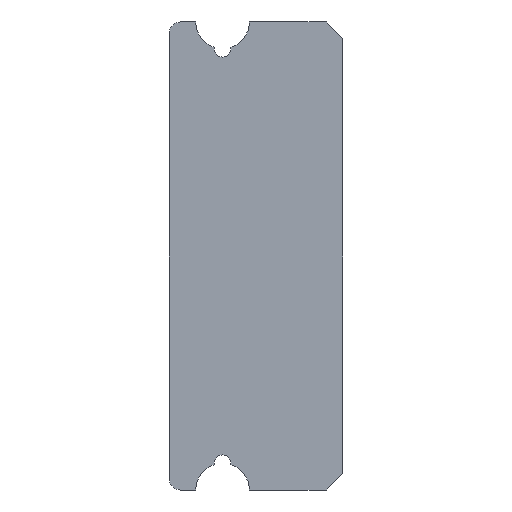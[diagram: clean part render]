
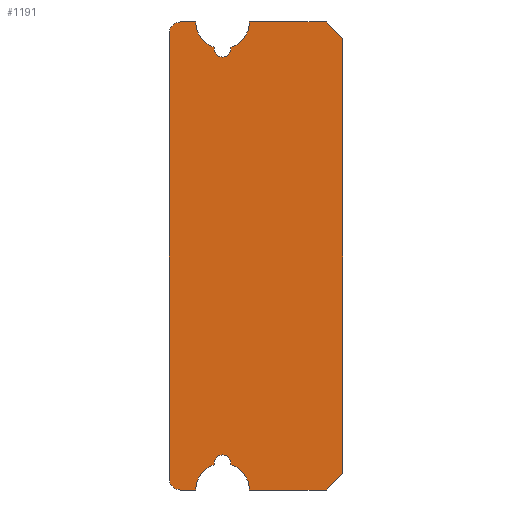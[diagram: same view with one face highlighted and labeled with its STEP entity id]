
A CAD part, left-side view. The second image highlights one B-rep face of the part: STEP entity #1191.
In plain terms, the highlighted planar face has unit normal (-1, 0, 0).
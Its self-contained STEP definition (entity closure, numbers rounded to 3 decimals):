
#219 = CARTESIAN_POINT ( 'NONE',  ( -80., 3.847, -6.239 ) ) ;
#253 = CARTESIAN_POINT ( 'NONE',  ( -80., 3.6, 5.95 ) ) ;
#269 = CARTESIAN_POINT ( 'NONE',  ( -80., 3.847, 6.239 ) ) ;
#275 = DIRECTION ( 'NONE',  ( 0., 0., -1. ) ) ;
#276 = DIRECTION ( 'NONE',  ( 1., 0., 0. ) ) ;
#277 = CARTESIAN_POINT ( 'NONE',  ( -80., 3.6, -6.2 ) ) ;
#278 = AXIS2_PLACEMENT_3D ( 'NONE', #277, #276, #275 ) ;
#279 = CIRCLE ( 'NONE', #278, 0.25 ) ;
#283 = DIRECTION ( 'NONE',  ( 0., 0., 1. ) ) ;
#290 = DIRECTION ( 'NONE',  ( 1., 0., 0. ) ) ;
#291 = CARTESIAN_POINT ( 'NONE',  ( -80., 3.6, 6.2 ) ) ;
#292 = AXIS2_PLACEMENT_3D ( 'NONE', #291, #290, #283 ) ;
#302 = CIRCLE ( 'NONE', #292, 0.25 ) ;
#426 = VECTOR ( 'NONE', #471, 1000. ) ;
#429 = CARTESIAN_POINT ( 'NONE',  ( -80., 3.353, -6.239 ) ) ;
#434 = FACE_OUTER_BOUND ( 'NONE', #1132, .T. ) ;
#436 = DIRECTION ( 'NONE',  ( 0., -0.707, -0.707 ) ) ;
#437 = VECTOR ( 'NONE', #436, 1000. ) ;
#438 = CARTESIAN_POINT ( 'NONE',  ( -80., 0., 6.5 ) ) ;
#439 = LINE ( 'NONE', #438, #437 ) ;
#445 = CIRCLE ( 'NONE', #448, 0.8 ) ;
#446 = DIRECTION ( 'NONE',  ( 0., 0., -1. ) ) ;
#447 = DIRECTION ( 'NONE',  ( 1., 0., 0. ) ) ;
#448 = AXIS2_PLACEMENT_3D ( 'NONE', #449, #447, #446 ) ;
#449 = CARTESIAN_POINT ( 'NONE',  ( -80., 3.6, -7. ) ) ;
#450 = DIRECTION ( 'NONE',  ( 0., 0., -1. ) ) ;
#452 = CIRCLE ( 'NONE', #477, 0.35 ) ;
#454 = DIRECTION ( 'NONE',  ( 1., 0., 0. ) ) ;
#455 = CARTESIAN_POINT ( 'NONE',  ( -80., 0., 7. ) ) ;
#456 = AXIS2_PLACEMENT_3D ( 'NONE', #455, #454, #450 ) ;
#457 = PLANE ( 'NONE',  #456 ) ;
#467 = CARTESIAN_POINT ( 'NONE',  ( -80., 0., -6.5 ) ) ;
#468 = DIRECTION ( 'NONE',  ( 0., 0., -1. ) ) ;
#469 = LINE ( 'NONE', #467, #426 ) ;
#471 = DIRECTION ( 'NONE',  ( 0., 0., -1. ) ) ;
#475 = DIRECTION ( 'NONE',  ( -1., 0., 0. ) ) ;
#476 = CARTESIAN_POINT ( 'NONE',  ( -80., 4.85, -6.65 ) ) ;
#477 = AXIS2_PLACEMENT_3D ( 'NONE', #476, #475, #468 ) ;
#527 = EDGE_CURVE ( 'NONE', #549, #539, #825, .T. ) ;
#539 = VERTEX_POINT ( 'NONE', #807 ) ;
#549 = VERTEX_POINT ( 'NONE', #1091 ) ;
#574 = EDGE_CURVE ( 'NONE', #583, #578, #1115, .T. ) ;
#578 = VERTEX_POINT ( 'NONE', #1095 ) ;
#583 = VERTEX_POINT ( 'NONE', #1104 ) ;
#586 = VERTEX_POINT ( 'NONE', #1118 ) ;
#592 = VERTEX_POINT ( 'NONE', #1116 ) ;
#594 = VERTEX_POINT ( 'NONE', #1112 ) ;
#595 = EDGE_CURVE ( 'NONE', #592, #594, #1100, .T. ) ;
#607 = EDGE_CURVE ( 'NONE', #586, #608, #1435, .T. ) ;
#608 = VERTEX_POINT ( 'NONE', #1431 ) ;
#619 = VERTEX_POINT ( 'NONE', #1404 ) ;
#630 = VERTEX_POINT ( 'NONE', #1385 ) ;
#634 = EDGE_CURVE ( 'NONE', #630, #636, #1382, .T. ) ;
#636 = VERTEX_POINT ( 'NONE', #1378 ) ;
#670 = EDGE_CURVE ( 'NONE', #636, #619, #1345, .T. ) ;
#682 = EDGE_CURVE ( 'NONE', #1164, #619, #1328, .T. ) ;
#683 = ORIENTED_EDGE ( 'NONE', *, *, #670, .F. ) ;
#684 = ORIENTED_EDGE ( 'NONE', *, *, #634, .F. ) ;
#685 = ORIENTED_EDGE ( 'NONE', *, *, #1156, .F. ) ;
#686 = ORIENTED_EDGE ( 'NONE', *, *, #1172, .F. ) ;
#687 = ORIENTED_EDGE ( 'NONE', *, *, #527, .F. ) ;
#688 = ORIENTED_EDGE ( 'NONE', *, *, #742, .T. ) ;
#699 = ORIENTED_EDGE ( 'NONE', *, *, #682, .T. ) ;
#717 = VERTEX_POINT ( 'NONE', #1279 ) ;
#732 = EDGE_CURVE ( 'NONE', #592, #608, #1222, .T. ) ;
#735 = ORIENTED_EDGE ( 'NONE', *, *, #595, .F. ) ;
#736 = ORIENTED_EDGE ( 'NONE', *, *, #954, .T. ) ;
#737 = ORIENTED_EDGE ( 'NONE', *, *, #739, .T. ) ;
#738 = ORIENTED_EDGE ( 'NONE', *, *, #732, .T. ) ;
#739 = EDGE_CURVE ( 'NONE', #956, #594, #1211, .T. ) ;
#740 = ORIENTED_EDGE ( 'NONE', *, *, #741, .T. ) ;
#741 = EDGE_CURVE ( 'NONE', #743, #955, #1206, .T. ) ;
#742 = EDGE_CURVE ( 'NONE', #549, #743, #1201, .T. ) ;
#743 = VERTEX_POINT ( 'NONE', #1196 ) ;
#807 = CARTESIAN_POINT ( 'NONE',  ( -80., 0.5, 7. ) ) ;
#822 = DIRECTION ( 'NONE',  ( 0., -1., 0. ) ) ;
#823 = VECTOR ( 'NONE', #822, 1000. ) ;
#824 = CARTESIAN_POINT ( 'NONE',  ( -80., 0.5, 7. ) ) ;
#825 = LINE ( 'NONE', #824, #823 ) ;
#954 = EDGE_CURVE ( 'NONE', #955, #956, #302, .T. ) ;
#955 = VERTEX_POINT ( 'NONE', #253 ) ;
#956 = VERTEX_POINT ( 'NONE', #269 ) ;
#1091 = CARTESIAN_POINT ( 'NONE',  ( -80., 2.8, 7. ) ) ;
#1095 = CARTESIAN_POINT ( 'NONE',  ( -80., 4.85, -7. ) ) ;
#1096 = VECTOR ( 'NONE', #1113, 1000. ) ;
#1098 = CARTESIAN_POINT ( 'NONE',  ( -80., 0.5, -7. ) ) ;
#1099 = CARTESIAN_POINT ( 'NONE',  ( -80., 0.5, 7. ) ) ;
#1100 = LINE ( 'NONE', #1099, #1103 ) ;
#1102 = DIRECTION ( 'NONE',  ( 0., -1., 0. ) ) ;
#1103 = VECTOR ( 'NONE', #1102, 1000. ) ;
#1104 = CARTESIAN_POINT ( 'NONE',  ( -80., 4.4, -7. ) ) ;
#1112 = CARTESIAN_POINT ( 'NONE',  ( -80., 4.4, 7. ) ) ;
#1113 = DIRECTION ( 'NONE',  ( 0., 1., 0. ) ) ;
#1115 = LINE ( 'NONE', #1098, #1096 ) ;
#1116 = CARTESIAN_POINT ( 'NONE',  ( -80., 4.85, 7. ) ) ;
#1118 = CARTESIAN_POINT ( 'NONE',  ( -80., 5.2, -6.65 ) ) ;
#1131 = VERTEX_POINT ( 'NONE', #219 ) ;
#1132 = EDGE_LOOP ( 'NONE', ( #1133, #1192, #1166, #1167, #1135, #699, #683, #684, #685, #686, #687, #688, #740, #736, #737, #735, #738 ) ) ;
#1133 = ORIENTED_EDGE ( 'NONE', *, *, #607, .F. ) ;
#1134 = EDGE_CURVE ( 'NONE', #1131, #1164, #279, .T. ) ;
#1135 = ORIENTED_EDGE ( 'NONE', *, *, #1134, .T. ) ;
#1156 = EDGE_CURVE ( 'NONE', #717, #630, #469, .T. ) ;
#1164 = VERTEX_POINT ( 'NONE', #429 ) ;
#1165 = EDGE_CURVE ( 'NONE', #586, #578, #452, .T. ) ;
#1166 = ORIENTED_EDGE ( 'NONE', *, *, #574, .F. ) ;
#1167 = ORIENTED_EDGE ( 'NONE', *, *, #1193, .T. ) ;
#1172 = EDGE_CURVE ( 'NONE', #539, #717, #439, .T. ) ;
#1191 = ADVANCED_FACE ( 'NONE', ( #434 ), #457, .F. ) ;
#1192 = ORIENTED_EDGE ( 'NONE', *, *, #1165, .T. ) ;
#1193 = EDGE_CURVE ( 'NONE', #583, #1131, #445, .T. ) ;
#1196 = CARTESIAN_POINT ( 'NONE',  ( -80., 3.353, 6.239 ) ) ;
#1197 = DIRECTION ( 'NONE',  ( 0., 0., 1. ) ) ;
#1198 = DIRECTION ( 'NONE',  ( 1., 0., 0. ) ) ;
#1199 = CARTESIAN_POINT ( 'NONE',  ( -80., 3.6, 7. ) ) ;
#1200 = AXIS2_PLACEMENT_3D ( 'NONE', #1199, #1198, #1197 ) ;
#1201 = CIRCLE ( 'NONE', #1200, 0.8 ) ;
#1202 = DIRECTION ( 'NONE',  ( 0., 0., 1. ) ) ;
#1203 = DIRECTION ( 'NONE',  ( 1., 0., 0. ) ) ;
#1204 = CARTESIAN_POINT ( 'NONE',  ( -80., 3.6, 6.2 ) ) ;
#1205 = AXIS2_PLACEMENT_3D ( 'NONE', #1204, #1203, #1202 ) ;
#1206 = CIRCLE ( 'NONE', #1205, 0.25 ) ;
#1207 = DIRECTION ( 'NONE',  ( 0., 0., 1. ) ) ;
#1208 = DIRECTION ( 'NONE',  ( 1., 0., 0. ) ) ;
#1209 = CARTESIAN_POINT ( 'NONE',  ( -80., 3.6, 7. ) ) ;
#1210 = AXIS2_PLACEMENT_3D ( 'NONE', #1209, #1208, #1207 ) ;
#1211 = CIRCLE ( 'NONE', #1210, 0.8 ) ;
#1218 = DIRECTION ( 'NONE',  ( 0., 0., -1. ) ) ;
#1219 = DIRECTION ( 'NONE',  ( -1., 0., 0. ) ) ;
#1220 = CARTESIAN_POINT ( 'NONE',  ( -80., 4.85, 6.65 ) ) ;
#1221 = AXIS2_PLACEMENT_3D ( 'NONE', #1220, #1219, #1218 ) ;
#1222 = CIRCLE ( 'NONE', #1221, 0.35 ) ;
#1279 = CARTESIAN_POINT ( 'NONE',  ( -80., 0., 6.5 ) ) ;
#1319 = DIRECTION ( 'NONE',  ( 0., 0., -1. ) ) ;
#1320 = DIRECTION ( 'NONE',  ( 1., 0., 0. ) ) ;
#1321 = CARTESIAN_POINT ( 'NONE',  ( -80., 3.6, -7. ) ) ;
#1322 = AXIS2_PLACEMENT_3D ( 'NONE', #1321, #1320, #1319 ) ;
#1328 = CIRCLE ( 'NONE', #1322, 0.8 ) ;
#1342 = DIRECTION ( 'NONE',  ( 0., 1., 0. ) ) ;
#1343 = VECTOR ( 'NONE', #1342, 1000. ) ;
#1344 = CARTESIAN_POINT ( 'NONE',  ( -80., 0.5, -7. ) ) ;
#1345 = LINE ( 'NONE', #1344, #1343 ) ;
#1378 = CARTESIAN_POINT ( 'NONE',  ( -80., 0.5, -7. ) ) ;
#1379 = DIRECTION ( 'NONE',  ( 0., 0.707, -0.707 ) ) ;
#1380 = VECTOR ( 'NONE', #1379, 1000. ) ;
#1381 = CARTESIAN_POINT ( 'NONE',  ( -80., 0., -6.5 ) ) ;
#1382 = LINE ( 'NONE', #1381, #1380 ) ;
#1385 = CARTESIAN_POINT ( 'NONE',  ( -80., 0., -6.5 ) ) ;
#1404 = CARTESIAN_POINT ( 'NONE',  ( -80., 2.8, -7. ) ) ;
#1431 = CARTESIAN_POINT ( 'NONE',  ( -80., 5.2, 6.65 ) ) ;
#1432 = DIRECTION ( 'NONE',  ( 0., 0., 1. ) ) ;
#1433 = VECTOR ( 'NONE', #1432, 1000. ) ;
#1434 = CARTESIAN_POINT ( 'NONE',  ( -80., 5.2, -7. ) ) ;
#1435 = LINE ( 'NONE', #1434, #1433 ) ;
